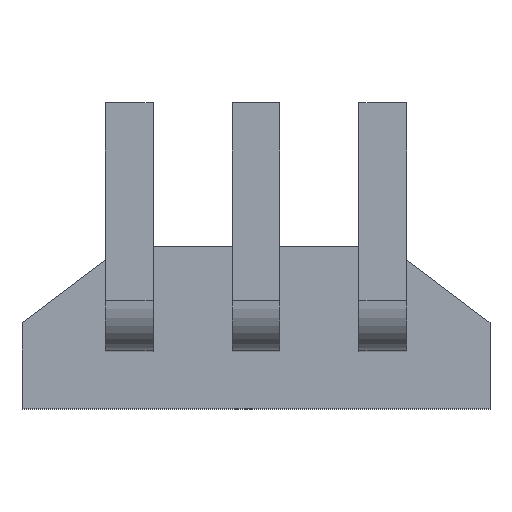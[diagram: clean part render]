
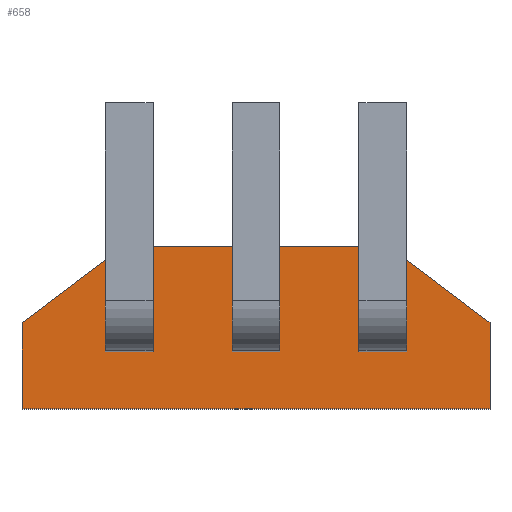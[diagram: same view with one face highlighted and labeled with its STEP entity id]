
A CAD part, top view. The second image highlights one B-rep face of the part: STEP entity #658.
In plain terms, the highlighted planar face has unit normal (0, 0, 1).
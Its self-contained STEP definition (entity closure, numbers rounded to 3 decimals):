
#3 = ORIENTED_EDGE ( 'NONE', *, *, #457, .F. ) ;
#27 = LINE ( 'NONE', #1204, #1167 ) ;
#33 = CARTESIAN_POINT ( 'NONE',  ( -1.03, 0.57, 3.25 ) ) ;
#34 = VERTEX_POINT ( 'NONE', #1212 ) ;
#36 = LINE ( 'NONE', #1168, #1325 ) ;
#37 = ORIENTED_EDGE ( 'NONE', *, *, #933, .T. ) ;
#42 = VECTOR ( 'NONE', #1198, 1000. ) ;
#43 = VERTEX_POINT ( 'NONE', #171 ) ;
#44 = DIRECTION ( 'NONE',  ( -1., 0., 0. ) ) ;
#57 = DIRECTION ( 'NONE',  ( 0., -1., 0. ) ) ;
#63 = ORIENTED_EDGE ( 'NONE', *, *, #1216, .F. ) ;
#72 = LINE ( 'NONE', #626, #1148 ) ;
#79 = LINE ( 'NONE', #104, #187 ) ;
#82 = VECTOR ( 'NONE', #721, 1000. ) ;
#83 = CARTESIAN_POINT ( 'NONE',  ( -0.24, 1.05, 3.25 ) ) ;
#104 = CARTESIAN_POINT ( 'NONE',  ( 2.343, 0., 3.25 ) ) ;
#123 = DIRECTION ( 'NONE',  ( 0., 1., 0. ) ) ;
#159 = VERTEX_POINT ( 'NONE', #1135 ) ;
#169 = VECTOR ( 'NONE', #1259, 1000. ) ;
#171 = CARTESIAN_POINT ( 'NONE',  ( 1.51, 0.57, 3.25 ) ) ;
#176 = ORIENTED_EDGE ( 'NONE', *, *, #738, .F. ) ;
#182 = CARTESIAN_POINT ( 'NONE',  ( -1.34, 1.62, 3.25 ) ) ;
#187 = VECTOR ( 'NONE', #123, 1000. ) ;
#202 = CARTESIAN_POINT ( 'NONE',  ( -1.51, 1.05, 3.25 ) ) ;
#204 = LINE ( 'NONE', #1262, #169 ) ;
#207 = CARTESIAN_POINT ( 'NONE',  ( -2.343, 0., 3.25 ) ) ;
#208 = LINE ( 'NONE', #1242, #82 ) ;
#215 = EDGE_CURVE ( 'NONE', #609, #1048, #859, .T. ) ;
#223 = CARTESIAN_POINT ( 'NONE',  ( -1.51, 0.57, 3.25 ) ) ;
#225 = DIRECTION ( 'NONE',  ( -0.797, 0.604, 0. ) ) ;
#226 = ORIENTED_EDGE ( 'NONE', *, *, #958, .T. ) ;
#255 = VERTEX_POINT ( 'NONE', #786 ) ;
#284 = ORIENTED_EDGE ( 'NONE', *, *, #964, .F. ) ;
#285 = VERTEX_POINT ( 'NONE', #792 ) ;
#288 = EDGE_CURVE ( 'NONE', #1180, #1264, #922, .T. ) ;
#294 = VECTOR ( 'NONE', #486, 1000. ) ;
#298 = CARTESIAN_POINT ( 'NONE',  ( -0.24, 1.05, 3.25 ) ) ;
#299 = ORIENTED_EDGE ( 'NONE', *, *, #1083, .F. ) ;
#301 = ORIENTED_EDGE ( 'NONE', *, *, #857, .F. ) ;
#306 = PLANE ( 'NONE',  #535 ) ;
#307 = VECTOR ( 'NONE', #488, 1000. ) ;
#327 = VECTOR ( 'NONE', #225, 1000. ) ;
#333 = VECTOR ( 'NONE', #1328, 1000. ) ;
#340 = DIRECTION ( 'NONE',  ( 0., 1., 0. ) ) ;
#353 = CARTESIAN_POINT ( 'NONE',  ( -1.34, 1.62, 3.25 ) ) ;
#359 = CARTESIAN_POINT ( 'NONE',  ( 1.34, 1.62, 3.25 ) ) ;
#366 = VERTEX_POINT ( 'NONE', #471 ) ;
#378 = FACE_BOUND ( 'NONE', #494, .T. ) ;
#384 = LINE ( 'NONE', #182, #307 ) ;
#395 = VERTEX_POINT ( 'NONE', #453 ) ;
#397 = DIRECTION ( 'NONE',  ( -0.797, -0.604, 0. ) ) ;
#406 = DIRECTION ( 'NONE',  ( 1., 0., 0. ) ) ;
#433 = DIRECTION ( 'NONE',  ( 0., -1., 0. ) ) ;
#453 = CARTESIAN_POINT ( 'NONE',  ( 2.343, 0.86, 3.25 ) ) ;
#454 = VECTOR ( 'NONE', #44, 1000. ) ;
#457 = EDGE_CURVE ( 'NONE', #34, #628, #1272, .T. ) ;
#471 = CARTESIAN_POINT ( 'NONE',  ( -2.343, 0., 3.25 ) ) ;
#486 = DIRECTION ( 'NONE',  ( 0., -1., 0. ) ) ;
#488 = DIRECTION ( 'NONE',  ( -1., 0., 0. ) ) ;
#491 = CARTESIAN_POINT ( 'NONE',  ( -1.34, 1.62, 3.25 ) ) ;
#494 = EDGE_LOOP ( 'NONE', ( #509, #63, #1190, #867 ) ) ;
#498 = CARTESIAN_POINT ( 'NONE',  ( 0.24, 0.57, 3.25 ) ) ;
#509 = ORIENTED_EDGE ( 'NONE', *, *, #813, .F. ) ;
#516 = LINE ( 'NONE', #207, #1099 ) ;
#524 = VERTEX_POINT ( 'NONE', #1315 ) ;
#535 = AXIS2_PLACEMENT_3D ( 'NONE', #640, #1273, #1166 ) ;
#536 = LINE ( 'NONE', #750, #1172 ) ;
#547 = DIRECTION ( 'NONE',  ( 0., -1., 0. ) ) ;
#551 = ORIENTED_EDGE ( 'NONE', *, *, #757, .F. ) ;
#553 = CARTESIAN_POINT ( 'NONE',  ( 2.343, 0., 3.25 ) ) ;
#593 = ORIENTED_EDGE ( 'NONE', *, *, #1230, .F. ) ;
#609 = VERTEX_POINT ( 'NONE', #298 ) ;
#615 = CARTESIAN_POINT ( 'NONE',  ( -0.24, 0.57, 3.25 ) ) ;
#620 = LINE ( 'NONE', #223, #828 ) ;
#626 = CARTESIAN_POINT ( 'NONE',  ( -0.24, 1.05, 3.25 ) ) ;
#628 = VERTEX_POINT ( 'NONE', #202 ) ;
#640 = CARTESIAN_POINT ( 'NONE',  ( 0., 0., 3.25 ) ) ;
#651 = CARTESIAN_POINT ( 'NONE',  ( 0.24, 1.05, 3.25 ) ) ;
#658 = ADVANCED_FACE ( 'NONE', ( #378, #1138, #1008, #1202 ), #306, .F. ) ;
#660 = EDGE_CURVE ( 'NONE', #1312, #395, #79, .T. ) ;
#707 = CARTESIAN_POINT ( 'NONE',  ( -1.51, 1.05, 3.25 ) ) ;
#716 = EDGE_CURVE ( 'NONE', #395, #1270, #1263, .T. ) ;
#720 = LINE ( 'NONE', #651, #42 ) ;
#721 = DIRECTION ( 'NONE',  ( 1., 0., 0. ) ) ;
#738 = EDGE_CURVE ( 'NONE', #748, #34, #204, .T. ) ;
#748 = VERTEX_POINT ( 'NONE', #33 ) ;
#750 = CARTESIAN_POINT ( 'NONE',  ( -1.51, 1.05, 3.25 ) ) ;
#757 = EDGE_CURVE ( 'NONE', #628, #159, #536, .T. ) ;
#764 = VECTOR ( 'NONE', #397, 1000. ) ;
#777 = DIRECTION ( 'NONE',  ( 1., 0., 0. ) ) ;
#786 = CARTESIAN_POINT ( 'NONE',  ( 1.51, 1.05, 3.25 ) ) ;
#792 = CARTESIAN_POINT ( 'NONE',  ( 0.24, 1.05, 3.25 ) ) ;
#796 = CARTESIAN_POINT ( 'NONE',  ( 1.03, 1.05, 3.25 ) ) ;
#813 = EDGE_CURVE ( 'NONE', #43, #255, #1225, .T. ) ;
#828 = VECTOR ( 'NONE', #830, 1000. ) ;
#830 = DIRECTION ( 'NONE',  ( 1., 0., 0. ) ) ;
#831 = ORIENTED_EDGE ( 'NONE', *, *, #660, .T. ) ;
#839 = LINE ( 'NONE', #1290, #454 ) ;
#848 = EDGE_LOOP ( 'NONE', ( #831, #993, #37, #226, #920, #1064 ) ) ;
#857 = EDGE_CURVE ( 'NONE', #913, #285, #720, .T. ) ;
#859 = LINE ( 'NONE', #83, #294 ) ;
#867 = ORIENTED_EDGE ( 'NONE', *, *, #871, .F. ) ;
#871 = EDGE_CURVE ( 'NONE', #255, #1180, #839, .T. ) ;
#913 = VERTEX_POINT ( 'NONE', #498 ) ;
#920 = ORIENTED_EDGE ( 'NONE', *, *, #1305, .T. ) ;
#922 = LINE ( 'NONE', #796, #1221 ) ;
#933 = EDGE_CURVE ( 'NONE', #1270, #978, #384, .T. ) ;
#952 = CARTESIAN_POINT ( 'NONE',  ( 1.34, 1.62, 3.25 ) ) ;
#958 = EDGE_CURVE ( 'NONE', #978, #524, #1304, .T. ) ;
#964 = EDGE_CURVE ( 'NONE', #1048, #913, #27, .T. ) ;
#978 = VERTEX_POINT ( 'NONE', #353 ) ;
#986 = CARTESIAN_POINT ( 'NONE',  ( 1.51, 1.05, 3.25 ) ) ;
#992 = VECTOR ( 'NONE', #340, 1000. ) ;
#993 = ORIENTED_EDGE ( 'NONE', *, *, #716, .T. ) ;
#1008 = FACE_BOUND ( 'NONE', #1234, .T. ) ;
#1026 = EDGE_LOOP ( 'NONE', ( #176, #593, #551, #3 ) ) ;
#1035 = EDGE_CURVE ( 'NONE', #366, #1312, #516, .T. ) ;
#1048 = VERTEX_POINT ( 'NONE', #615 ) ;
#1054 = CARTESIAN_POINT ( 'NONE',  ( 1.03, 1.05, 3.25 ) ) ;
#1064 = ORIENTED_EDGE ( 'NONE', *, *, #1035, .T. ) ;
#1083 = EDGE_CURVE ( 'NONE', #285, #609, #72, .T. ) ;
#1099 = VECTOR ( 'NONE', #406, 1000. ) ;
#1135 = CARTESIAN_POINT ( 'NONE',  ( -1.51, 0.57, 3.25 ) ) ;
#1138 = FACE_OUTER_BOUND ( 'NONE', #848, .T. ) ;
#1148 = VECTOR ( 'NONE', #1158, 1000. ) ;
#1158 = DIRECTION ( 'NONE',  ( -1., 0., 0. ) ) ;
#1166 = DIRECTION ( 'NONE',  ( -1., 0., 0. ) ) ;
#1167 = VECTOR ( 'NONE', #777, 1000. ) ;
#1168 = CARTESIAN_POINT ( 'NONE',  ( -2.343, 0., 3.25 ) ) ;
#1172 = VECTOR ( 'NONE', #433, 1000. ) ;
#1180 = VERTEX_POINT ( 'NONE', #1054 ) ;
#1190 = ORIENTED_EDGE ( 'NONE', *, *, #288, .F. ) ;
#1198 = DIRECTION ( 'NONE',  ( 0., 1., 0. ) ) ;
#1202 = FACE_BOUND ( 'NONE', #1026, .T. ) ;
#1204 = CARTESIAN_POINT ( 'NONE',  ( -0.24, 0.57, 3.25 ) ) ;
#1212 = CARTESIAN_POINT ( 'NONE',  ( -1.03, 1.05, 3.25 ) ) ;
#1216 = EDGE_CURVE ( 'NONE', #1264, #43, #208, .T. ) ;
#1221 = VECTOR ( 'NONE', #57, 1000. ) ;
#1225 = LINE ( 'NONE', #986, #992 ) ;
#1230 = EDGE_CURVE ( 'NONE', #159, #748, #620, .T. ) ;
#1234 = EDGE_LOOP ( 'NONE', ( #301, #284, #1251, #299 ) ) ;
#1242 = CARTESIAN_POINT ( 'NONE',  ( 1.03, 0.57, 3.25 ) ) ;
#1251 = ORIENTED_EDGE ( 'NONE', *, *, #215, .F. ) ;
#1259 = DIRECTION ( 'NONE',  ( 0., 1., 0. ) ) ;
#1262 = CARTESIAN_POINT ( 'NONE',  ( -1.03, 1.05, 3.25 ) ) ;
#1263 = LINE ( 'NONE', #952, #327 ) ;
#1264 = VERTEX_POINT ( 'NONE', #1288 ) ;
#1270 = VERTEX_POINT ( 'NONE', #359 ) ;
#1272 = LINE ( 'NONE', #707, #333 ) ;
#1273 = DIRECTION ( 'NONE',  ( 0., 0., -1. ) ) ;
#1288 = CARTESIAN_POINT ( 'NONE',  ( 1.03, 0.57, 3.25 ) ) ;
#1290 = CARTESIAN_POINT ( 'NONE',  ( 1.03, 1.05, 3.25 ) ) ;
#1304 = LINE ( 'NONE', #491, #764 ) ;
#1305 = EDGE_CURVE ( 'NONE', #524, #366, #36, .T. ) ;
#1312 = VERTEX_POINT ( 'NONE', #553 ) ;
#1315 = CARTESIAN_POINT ( 'NONE',  ( -2.343, 0.86, 3.25 ) ) ;
#1325 = VECTOR ( 'NONE', #547, 1000. ) ;
#1328 = DIRECTION ( 'NONE',  ( -1., 0., 0. ) ) ;
